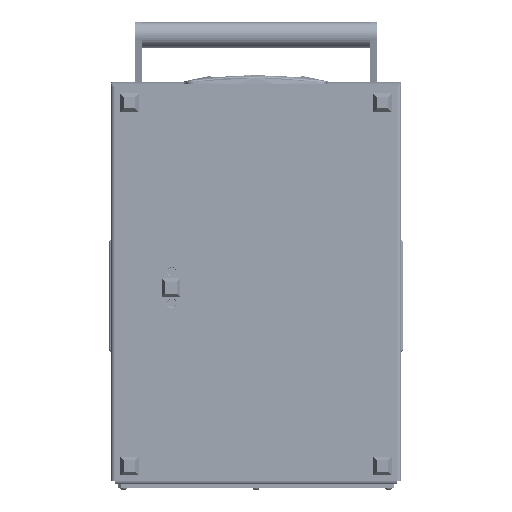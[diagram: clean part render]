
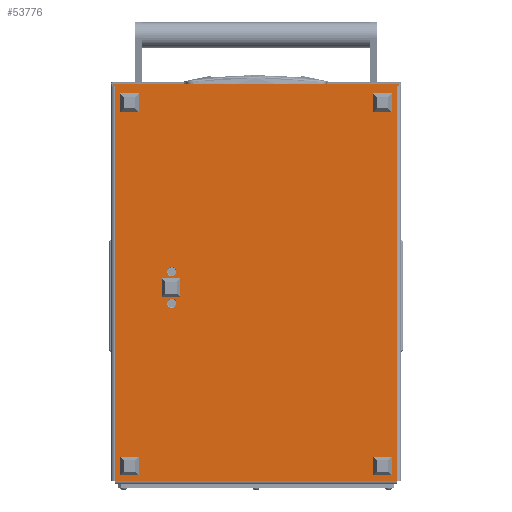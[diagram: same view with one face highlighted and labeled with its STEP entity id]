
A CAD part, front view. The second image highlights one B-rep face of the part: STEP entity #53776.
In plain terms, the highlighted face is planar.
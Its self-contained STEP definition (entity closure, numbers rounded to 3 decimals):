
#229 = CARTESIAN_POINT ( 'NONE',  ( 0., -4., 0. ) ) ;
#1908 = DIRECTION ( 'NONE',  ( 1., 0., 0. ) ) ;
#2893 = VERTEX_POINT ( 'NONE', #98920 ) ;
#4331 = EDGE_CURVE ( 'NONE', #72124, #80436, #90201, .T. ) ;
#6604 = EDGE_CURVE ( 'NONE', #119447, #49429, #69542, .T. ) ;
#6746 = AXIS2_PLACEMENT_3D ( 'NONE', #6747, #38441, #120657 ) ;
#6747 = CARTESIAN_POINT ( 'NONE',  ( 240., 249., 0. ) ) ;
#9547 = CARTESIAN_POINT ( 'NONE',  ( 205., 249., 0. ) ) ;
#10485 = ORIENTED_EDGE ( 'NONE', *, *, #19197, .F. ) ;
#10768 = AXIS2_PLACEMENT_3D ( 'NONE', #9547, #19704, #132248 ) ;
#11219 = DIRECTION ( 'NONE',  ( 0., -1., 0. ) ) ;
#12148 = ORIENTED_EDGE ( 'NONE', *, *, #6604, .T. ) ;
#19124 = LINE ( 'NONE', #229, #70261 ) ;
#19197 = EDGE_CURVE ( 'NONE', #66750, #90249, #113399, .T. ) ;
#19704 = DIRECTION ( 'NONE',  ( 0., 0., -1. ) ) ;
#20515 = LINE ( 'NONE', #31255, #66249 ) ;
#26767 = EDGE_CURVE ( 'NONE', #49429, #2893, #20515, .T. ) ;
#27128 = DIRECTION ( 'NONE',  ( 0., 1., 0. ) ) ;
#27639 = DIRECTION ( 'NONE',  ( -1., 0., 0. ) ) ;
#27915 = DIRECTION ( 'NONE',  ( 0., 1., 0. ) ) ;
#29586 = FACE_BOUND ( 'NONE', #31100, .T. ) ;
#30268 = DIRECTION ( 'NONE',  ( 0., 0., -1. ) ) ;
#31100 = EDGE_LOOP ( 'NONE', ( #67876, #71136 ) ) ;
#31255 = CARTESIAN_POINT ( 'NONE',  ( 0., 314., 0. ) ) ;
#32704 = DIRECTION ( 'NONE',  ( -1., 0., 0. ) ) ;
#34486 = CARTESIAN_POINT ( 'NONE',  ( 240., 249., 0. ) ) ;
#34946 = VECTOR ( 'NONE', #1908, 1000. ) ;
#38030 = AXIS2_PLACEMENT_3D ( 'NONE', #49320, #60771, #122083 ) ;
#38329 = CARTESIAN_POINT ( 'NONE',  ( 245.2, 249., 0. ) ) ;
#38441 = DIRECTION ( 'NONE',  ( 0., 0., -1. ) ) ;
#39817 = ORIENTED_EDGE ( 'NONE', *, *, #26767, .T. ) ;
#39978 = EDGE_LOOP ( 'NONE', ( #59409, #10485 ) ) ;
#41937 = DIRECTION ( 'NONE',  ( 0., 0., -1. ) ) ;
#45220 = ORIENTED_EDGE ( 'NONE', *, *, #54868, .F. ) ;
#46847 = CARTESIAN_POINT ( 'NONE',  ( 0., 0., 0. ) ) ;
#49002 = VECTOR ( 'NONE', #32704, 1000. ) ;
#49320 = CARTESIAN_POINT ( 'NONE',  ( 205., 249., 0. ) ) ;
#49429 = VERTEX_POINT ( 'NONE', #103696 ) ;
#52368 = CARTESIAN_POINT ( 'NONE',  ( 436., 312., 0. ) ) ;
#53776 = ADVANCED_FACE ( 'NONE', ( #123289, #29586, #123938 ), #122623, .T. ) ;
#54868 = EDGE_CURVE ( 'NONE', #119128, #2893, #119487, .T. ) ;
#55583 = CARTESIAN_POINT ( 'NONE',  ( 436., 0., 0. ) ) ;
#55592 = ORIENTED_EDGE ( 'NONE', *, *, #99613, .T. ) ;
#56098 = EDGE_CURVE ( 'NONE', #90249, #66750, #105494, .T. ) ;
#58664 = LINE ( 'NONE', #107925, #124405 ) ;
#58740 = VERTEX_POINT ( 'NONE', #125294 ) ;
#59409 = ORIENTED_EDGE ( 'NONE', *, *, #56098, .F. ) ;
#60203 = VERTEX_POINT ( 'NONE', #94195 ) ;
#60771 = DIRECTION ( 'NONE',  ( 0., 0., -1. ) ) ;
#62568 = VERTEX_POINT ( 'NONE', #55583 ) ;
#64214 = VERTEX_POINT ( 'NONE', #111576 ) ;
#66249 = VECTOR ( 'NONE', #72382, 1000. ) ;
#66750 = VERTEX_POINT ( 'NONE', #88382 ) ;
#67876 = ORIENTED_EDGE ( 'NONE', *, *, #4331, .F. ) ;
#68907 = DIRECTION ( 'NONE',  ( 0., 1., 0. ) ) ;
#69511 = ORIENTED_EDGE ( 'NONE', *, *, #85343, .F. ) ;
#69542 = LINE ( 'NONE', #128884, #114447 ) ;
#70261 = VECTOR ( 'NONE', #27915, 1000. ) ;
#71136 = ORIENTED_EDGE ( 'NONE', *, *, #103892, .F. ) ;
#72049 = DIRECTION ( 'NONE',  ( -1., 0., 0. ) ) ;
#72124 = VERTEX_POINT ( 'NONE', #88669 ) ;
#72382 = DIRECTION ( 'NONE',  ( 1., 0., 0. ) ) ;
#72957 = AXIS2_PLACEMENT_3D ( 'NONE', #34486, #41937, #75629 ) ;
#75629 = DIRECTION ( 'NONE',  ( -1., 0., 0. ) ) ;
#78008 = ORIENTED_EDGE ( 'NONE', *, *, #125422, .T. ) ;
#79036 = CARTESIAN_POINT ( 'NONE',  ( 0., -4., 0. ) ) ;
#79989 = CIRCLE ( 'NONE', #6746, 5.2 ) ;
#80436 = VERTEX_POINT ( 'NONE', #38329 ) ;
#82861 = CARTESIAN_POINT ( 'NONE',  ( 0., 312., 0. ) ) ;
#83194 = EDGE_CURVE ( 'NONE', #58740, #62568, #115180, .T. ) ;
#84104 = ORIENTED_EDGE ( 'NONE', *, *, #83194, .F. ) ;
#85343 = EDGE_CURVE ( 'NONE', #60203, #58740, #19124, .T. ) ;
#88382 = CARTESIAN_POINT ( 'NONE',  ( 210.2, 249., 0. ) ) ;
#88669 = CARTESIAN_POINT ( 'NONE',  ( 234.8, 249., 0. ) ) ;
#90201 = CIRCLE ( 'NONE', #72957, 5.2 ) ;
#90249 = VERTEX_POINT ( 'NONE', #120365 ) ;
#92859 = ORIENTED_EDGE ( 'NONE', *, *, #131353, .F. ) ;
#94195 = CARTESIAN_POINT ( 'NONE',  ( 0., -2., 0. ) ) ;
#97906 = CARTESIAN_POINT ( 'NONE',  ( -2., -2., 0. ) ) ;
#98920 = CARTESIAN_POINT ( 'NONE',  ( 0., 314., 0. ) ) ;
#99613 = EDGE_CURVE ( 'NONE', #64214, #62568, #103627, .T. ) ;
#103627 = LINE ( 'NONE', #52368, #120221 ) ;
#103696 = CARTESIAN_POINT ( 'NONE',  ( -2., 314., 0. ) ) ;
#103892 = EDGE_CURVE ( 'NONE', #80436, #72124, #79989, .T. ) ;
#105028 = AXIS2_PLACEMENT_3D ( 'NONE', #82861, #30268, #72049 ) ;
#105494 = CIRCLE ( 'NONE', #10768, 5.2 ) ;
#107925 = CARTESIAN_POINT ( 'NONE',  ( 0., -2., 0. ) ) ;
#111576 = CARTESIAN_POINT ( 'NONE',  ( 436., 312., 0. ) ) ;
#113399 = CIRCLE ( 'NONE', #38030, 5.2 ) ;
#114447 = VECTOR ( 'NONE', #68907, 1000. ) ;
#115180 = LINE ( 'NONE', #46847, #34946 ) ;
#115330 = EDGE_LOOP ( 'NONE', ( #69511, #78008, #12148, #39817, #45220, #92859, #55592, #84104 ) ) ;
#118303 = CARTESIAN_POINT ( 'NONE',  ( 0., 312., 0. ) ) ;
#119128 = VERTEX_POINT ( 'NONE', #118303 ) ;
#119447 = VERTEX_POINT ( 'NONE', #97906 ) ;
#119487 = LINE ( 'NONE', #79036, #128816 ) ;
#120221 = VECTOR ( 'NONE', #11219, 1000. ) ;
#120365 = CARTESIAN_POINT ( 'NONE',  ( 199.8, 249., 0. ) ) ;
#120657 = DIRECTION ( 'NONE',  ( -1., 0., 0. ) ) ;
#122083 = DIRECTION ( 'NONE',  ( -1., 0., 0. ) ) ;
#122623 = PLANE ( 'NONE',  #105028 ) ;
#123289 = FACE_BOUND ( 'NONE', #39978, .T. ) ;
#123938 = FACE_OUTER_BOUND ( 'NONE', #115330, .T. ) ;
#124387 = CARTESIAN_POINT ( 'NONE',  ( 0., 312., 0. ) ) ;
#124405 = VECTOR ( 'NONE', #27639, 1000. ) ;
#125063 = LINE ( 'NONE', #124387, #49002 ) ;
#125294 = CARTESIAN_POINT ( 'NONE',  ( 0., 0., 0. ) ) ;
#125422 = EDGE_CURVE ( 'NONE', #60203, #119447, #58664, .T. ) ;
#128816 = VECTOR ( 'NONE', #27128, 1000. ) ;
#128884 = CARTESIAN_POINT ( 'NONE',  ( -2., -4., 0. ) ) ;
#131353 = EDGE_CURVE ( 'NONE', #64214, #119128, #125063, .T. ) ;
#132248 = DIRECTION ( 'NONE',  ( -1., 0., 0. ) ) ;
